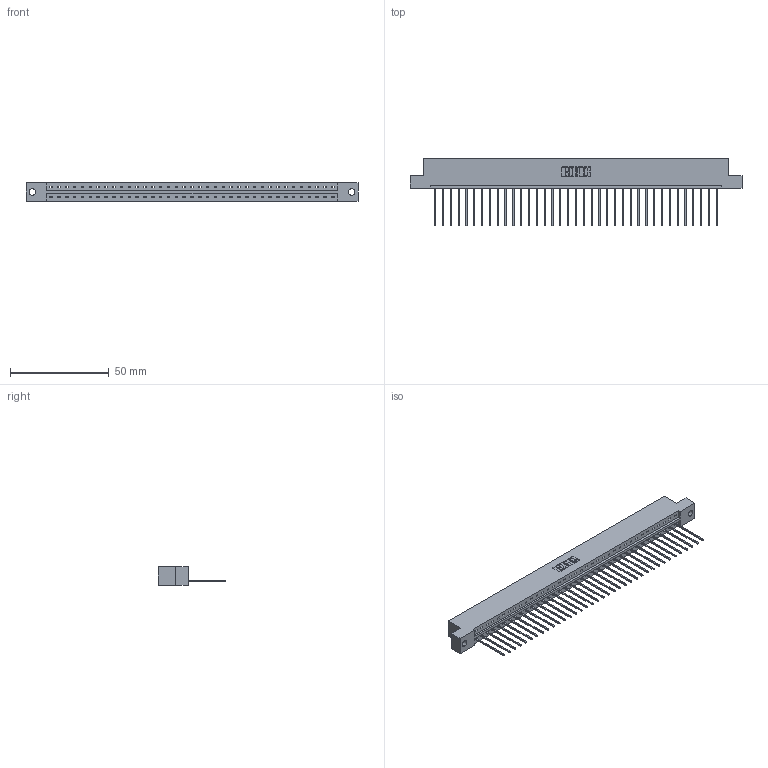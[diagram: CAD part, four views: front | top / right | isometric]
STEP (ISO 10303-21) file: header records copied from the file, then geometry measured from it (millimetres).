
FILE_DESCRIPTION (( 'STEP AP203' ), '1' );
FILE_NAME ('333-037-541-102.STEP', '2018-08-03T02:40:29', ( '' ), ( '' ), 'SwSTEP 2.0', 'SolidWorks 2016', '' );
FILE_SCHEMA (( 'CONFIG_CONTROL_DESIGN' ));
Length unit declared in the file: inch
Products named in the file (3): 333 Part_Flush - .128 Dia; 345-292-001_345-293-141; 333-037-541-102
Assembly tree (38 placements, depth 2):
  333-037-541-102
    333 Part_Flush - .128 Dia
    345-292-001_345-293-141  x37
Bounding box: 168.15 x 34.3 x 9.4 mm (x, y, z)
Volume: 16962.9 mm3; surface area: 18798.2 mm2
Topology: 38 solids, 38 shells, 2260 faces, 6823 edges, 4498 vertices
Faces by surface type: plane 1624, cylinder 636
Entity records: 23287 total; most frequent: CARTESIAN_POINT 4025, ORIENTED_EDGE 3998, DIRECTION 3405, EDGE_CURVE 1999, LINE 1871, VECTOR 1871, VERTEX_POINT 1330, AXIS2_PLACEMENT_3D 767
